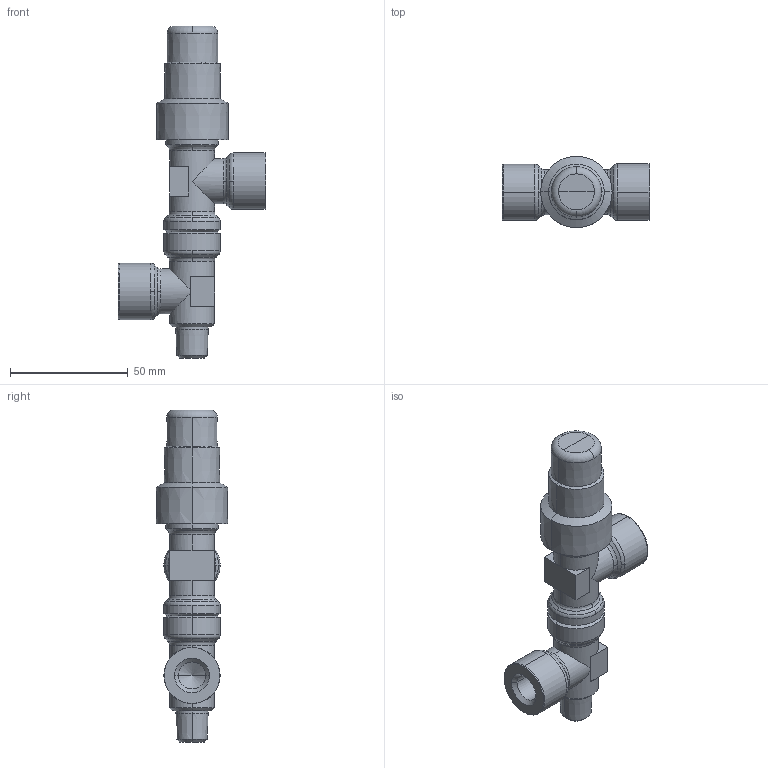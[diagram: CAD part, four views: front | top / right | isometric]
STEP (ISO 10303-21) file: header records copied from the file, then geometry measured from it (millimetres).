
FILE_DESCRIPTION(/* description */ (''),/* implementation_level */ '2;1');
FILE_NAME(/* name */ 'H9490.stp',/* time_stamp */ '2018-12-31T10:04:47-06:00',/* author */ ('kruffolo'),/* organization */ (''),/* preprocessor_version */ 'ST-DEVELOPER v15.5',/* originating_system */ 'AutoCAD Mechanical',/* authorisation */ '');
FILE_SCHEMA (('AUTOMOTIVE_DESIGN { 1 0 10303 214 3 1 1 }'));
Length unit declared in the file: inch
Products named in the file (2): H9490; Product
Bounding box: 62.5 x 30.27 x 140.68 mm (x, y, z)
Volume: 66668.8 mm3; surface area: 16124.7 mm2
Topology: 1 solids, 1 shells, 121 faces, 308 edges, 189 vertices
Faces by surface type: cone 32, plane 29, bspline 24, cylinder 22, torus 14
Entity records: 4330 total; most frequent: CARTESIAN_POINT 1327, DIRECTION 686, ORIENTED_EDGE 604, EDGE_CURVE 302, AXIS2_PLACEMENT_3D 286, VERTEX_POINT 187, CIRCLE 178, EDGE_LOOP 125
